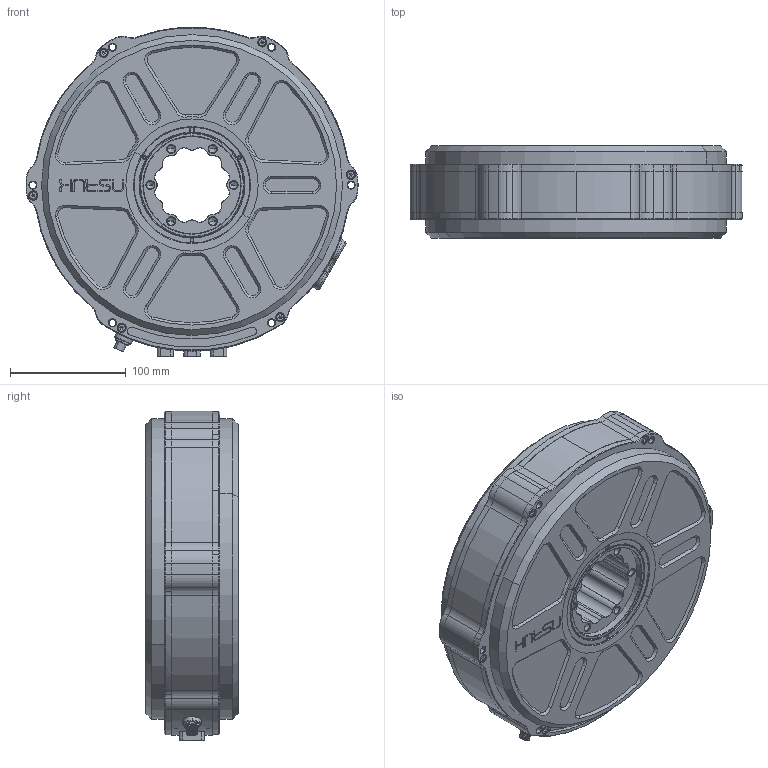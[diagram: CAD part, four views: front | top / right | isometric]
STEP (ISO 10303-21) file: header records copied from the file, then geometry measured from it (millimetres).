
FILE_DESCRIPTION (( 'STEP AP203' ), '1' );
FILE_NAME ('A-AIM-LBe_A00.STEP', '2025-05-22T08:54:29', ( '' ), ( '' ), 'SwSTEP 2.0', 'SolidWorks 2025', '' );
FILE_SCHEMA (( 'CONFIG_CONTROL_DESIGN' ));
Length unit declared in the file: millimetre
Products named in the file (1): A-AIM-LBe_A00
Bounding box: 286.98 x 79.8 x 285 mm (x, y, z)
Volume: 3924319.5 mm3; surface area: 502411.1 mm2
Topology: 7 solids, 19 shells, 1802 faces, 4380 edges, 2668 vertices
Faces by surface type: cylinder 665, cone 609, plane 439, torus 62, bspline 27
Entity records: 62638 total; most frequent: CARTESIAN_POINT 19689, DIRECTION 9640, ORIENTED_EDGE 8568, EDGE_CURVE 4284, AXIS2_PLACEMENT_3D 3837, VERTEX_POINT 2668, CIRCLE 2061, EDGE_LOOP 2036
